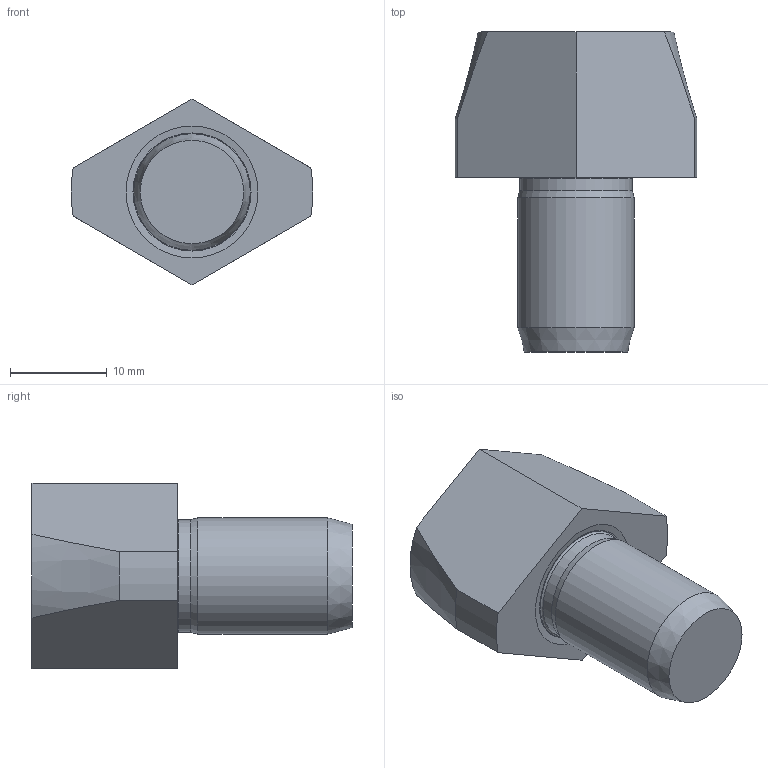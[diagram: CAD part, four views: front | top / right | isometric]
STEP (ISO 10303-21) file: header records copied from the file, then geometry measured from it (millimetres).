
FILE_DESCRIPTION( ( 'STEP AP214' ), '1' );
FILE_NAME( 'K0293.425.stp', '2020-11-27T12:54:23', ( '' ), ( '' ), ' ', 'PARTsolutions', ' ' );
FILE_SCHEMA( ( 'AUTOMOTIVE_DESIGN { 1 0 10303 214 1 1 1 1 }' ) );
Length unit declared in the file: millimetre
Products named in the file (1): _K0293.425
Bounding box: 24.94 x 33 x 19.14 mm (x, y, z)
Volume: 6316.1 mm3; surface area: 2195.8 mm2
Topology: 1 solids, 1 shells, 18 faces, 38 edges, 24 vertices
Faces by surface type: plane 8, cone 5, cylinder 4, torus 1
Full cylindrical faces by diameter (mm): 11.6 x1, 12 x1
Entity records: 630 total; most frequent: CARTESIAN_POINT 99, DIRECTION 80, ORIENTED_EDGE 64, AXIS2_PLACEMENT_3D 33, EDGE_CURVE 32, EDGE_LOOP 26, VERTEX_POINT 24, FACE_OUTER_BOUND 21
